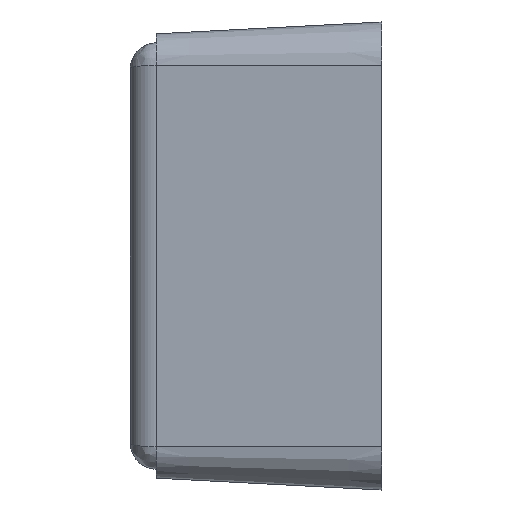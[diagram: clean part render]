
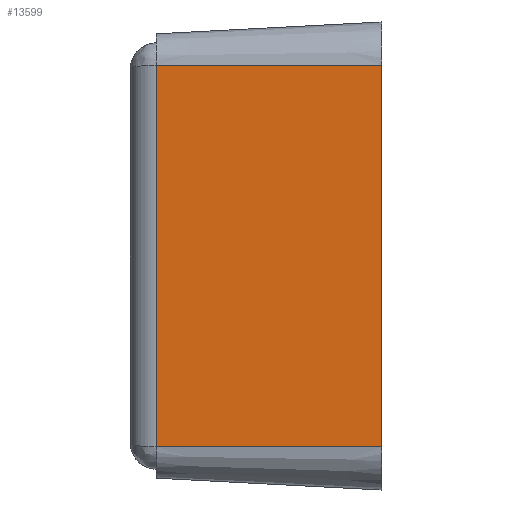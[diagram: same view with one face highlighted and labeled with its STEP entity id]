
A CAD part, left-side view. The second image highlights one B-rep face of the part: STEP entity #13599.
In plain terms, the highlighted planar face has unit normal (-0.999, 0.052, 0).
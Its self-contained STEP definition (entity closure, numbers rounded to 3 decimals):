
#10743 = PLANE('',#10744);
#10744 = AXIS2_PLACEMENT_3D('',#10745,#10746,#10747);
#10745 = CARTESIAN_POINT('',(37.,0.,22.));
#10746 = DIRECTION('',(0.,1.,0.));
#10747 = DIRECTION('',(0.,0.,1.));
#11861 = PLANE('',#11862);
#11862 = AXIS2_PLACEMENT_3D('',#11863,#11864,#11865);
#11863 = CARTESIAN_POINT('',(37.,26.,22.));
#11864 = DIRECTION('',(0.,1.,0.));
#11865 = DIRECTION('',(0.,0.,1.));
#13071 = VERTEX_POINT('',#13072);
#13072 = CARTESIAN_POINT('',(-40.637,26.,-22.));
#13087 = CONICAL_SURFACE('',#13088,5.,0.052);
#13088 = AXIS2_PLACEMENT_3D('',#13089,#13090,#13091);
#13089 = CARTESIAN_POINT('',(-37.,0.,-22.));
#13090 = DIRECTION('',(0.,-1.,0.));
#13091 = DIRECTION('',(0.,0.,1.));
#13121 = EDGE_CURVE('',#13071,#13122,#13124,.T.);
#13122 = VERTEX_POINT('',#13123);
#13123 = CARTESIAN_POINT('',(-40.637,26.,22.));
#13124 = SURFACE_CURVE('',#13125,(#13129,#13136),.PCURVE_S1.);
#13125 = LINE('',#13126,#13127);
#13126 = CARTESIAN_POINT('',(-40.637,26.,22.));
#13127 = VECTOR('',#13128,1.);
#13128 = DIRECTION('',(0.,0.,1.));
#13129 = PCURVE('',#11861,#13130);
#13130 = DEFINITIONAL_REPRESENTATION('',(#13131),#13135);
#13131 = LINE('',#13132,#13133);
#13132 = CARTESIAN_POINT('',(0.,-77.637));
#13133 = VECTOR('',#13134,1.);
#13134 = DIRECTION('',(1.,0.));
#13135 = ( GEOMETRIC_REPRESENTATION_CONTEXT(2) 
PARAMETRIC_REPRESENTATION_CONTEXT() REPRESENTATION_CONTEXT('2D SPACE',''
  ) );
#13136 = PCURVE('',#13137,#13142);
#13137 = PLANE('',#13138);
#13138 = AXIS2_PLACEMENT_3D('',#13139,#13140,#13141);
#13139 = CARTESIAN_POINT('',(-42.,0.,22.));
#13140 = DIRECTION('',(-0.999,0.052,0.));
#13141 = DIRECTION('',(-0.052,-0.999,0.));
#13142 = DEFINITIONAL_REPRESENTATION('',(#13143),#13147);
#13143 = LINE('',#13144,#13145);
#13144 = CARTESIAN_POINT('',(-26.036,0.));
#13145 = VECTOR('',#13146,1.);
#13146 = DIRECTION('',(0.,1.));
#13147 = ( GEOMETRIC_REPRESENTATION_CONTEXT(2) 
PARAMETRIC_REPRESENTATION_CONTEXT() REPRESENTATION_CONTEXT('2D SPACE',''
  ) );
#13166 = CONICAL_SURFACE('',#13167,5.,0.052);
#13167 = AXIS2_PLACEMENT_3D('',#13168,#13169,#13170);
#13168 = CARTESIAN_POINT('',(-37.,0.,22.));
#13169 = DIRECTION('',(0.,-1.,0.));
#13170 = DIRECTION('',(0.,0.,-1.));
#13512 = VERTEX_POINT('',#13513);
#13513 = CARTESIAN_POINT('',(-42.,0.,-22.));
#13557 = EDGE_CURVE('',#13071,#13512,#13558,.T.);
#13558 = SURFACE_CURVE('',#13559,(#13563,#13592),.PCURVE_S1.);
#13559 = LINE('',#13560,#13561);
#13560 = CARTESIAN_POINT('',(-42.,0.,-22.));
#13561 = VECTOR('',#13562,1.);
#13562 = DIRECTION('',(-0.052,-0.999,0.));
#13563 = PCURVE('',#13087,#13564);
#13564 = DEFINITIONAL_REPRESENTATION('',(#13565),#13591);
#13565 = B_SPLINE_CURVE_WITH_KNOTS('',3,(#13566,#13567,#13568,#13569,
    #13570,#13571,#13572,#13573,#13574,#13575,#13576,#13577,#13578,
    #13579,#13580,#13581,#13582,#13583,#13584,#13585,#13586,#13587,
    #13588,#13589,#13590),.UNSPECIFIED.,.F.,.F.,(4,1,1,1,1,1,1,1,1,1,1,1
    ,1,1,1,1,1,1,1,1,1,1,4),(-26.036,-24.852,
    -23.669,-22.485,-21.302,-20.118,
    -18.935,-17.752,-16.568,-15.385,
    -14.201,-13.018,-11.834,-10.651,
    -9.468,-8.284,-7.101,-5.917,
    -4.734,-3.55,-2.367,-1.183,
    0.),.QUASI_UNIFORM_KNOTS.);
#13566 = CARTESIAN_POINT('',(1.571,-26.));
#13567 = CARTESIAN_POINT('',(1.571,-25.606));
#13568 = CARTESIAN_POINT('',(1.571,-24.818));
#13569 = CARTESIAN_POINT('',(1.571,-23.636));
#13570 = CARTESIAN_POINT('',(1.571,-22.455));
#13571 = CARTESIAN_POINT('',(1.571,-21.273));
#13572 = CARTESIAN_POINT('',(1.571,-20.091));
#13573 = CARTESIAN_POINT('',(1.571,-18.909));
#13574 = CARTESIAN_POINT('',(1.571,-17.727));
#13575 = CARTESIAN_POINT('',(1.571,-16.545));
#13576 = CARTESIAN_POINT('',(1.571,-15.364));
#13577 = CARTESIAN_POINT('',(1.571,-14.182));
#13578 = CARTESIAN_POINT('',(1.571,-13.));
#13579 = CARTESIAN_POINT('',(1.571,-11.818));
#13580 = CARTESIAN_POINT('',(1.571,-10.636));
#13581 = CARTESIAN_POINT('',(1.571,-9.455));
#13582 = CARTESIAN_POINT('',(1.571,-8.273));
#13583 = CARTESIAN_POINT('',(1.571,-7.091));
#13584 = CARTESIAN_POINT('',(1.571,-5.909));
#13585 = CARTESIAN_POINT('',(1.571,-4.727));
#13586 = CARTESIAN_POINT('',(1.571,-3.545));
#13587 = CARTESIAN_POINT('',(1.571,-2.364));
#13588 = CARTESIAN_POINT('',(1.571,-1.182));
#13589 = CARTESIAN_POINT('',(1.571,-0.394));
#13590 = CARTESIAN_POINT('',(1.571,0.));
#13591 = ( GEOMETRIC_REPRESENTATION_CONTEXT(2) 
PARAMETRIC_REPRESENTATION_CONTEXT() REPRESENTATION_CONTEXT('2D SPACE',''
  ) );
#13592 = PCURVE('',#13137,#13593);
#13593 = DEFINITIONAL_REPRESENTATION('',(#13594),#13598);
#13594 = LINE('',#13595,#13596);
#13595 = CARTESIAN_POINT('',(0.,-44.));
#13596 = VECTOR('',#13597,1.);
#13597 = DIRECTION('',(1.,0.));
#13598 = ( GEOMETRIC_REPRESENTATION_CONTEXT(2) 
PARAMETRIC_REPRESENTATION_CONTEXT() REPRESENTATION_CONTEXT('2D SPACE',''
  ) );
#13599 = ADVANCED_FACE('',(#13600),#13137,.T.);
#13600 = FACE_BOUND('',#13601,.T.);
#13601 = EDGE_LOOP('',(#13602,#13603,#13604,#13627));
#13602 = ORIENTED_EDGE('',*,*,#13121,.F.);
#13603 = ORIENTED_EDGE('',*,*,#13557,.T.);
#13604 = ORIENTED_EDGE('',*,*,#13605,.T.);
#13605 = EDGE_CURVE('',#13512,#13606,#13608,.T.);
#13606 = VERTEX_POINT('',#13607);
#13607 = CARTESIAN_POINT('',(-42.,0.,22.));
#13608 = SURFACE_CURVE('',#13609,(#13613,#13620),.PCURVE_S1.);
#13609 = LINE('',#13610,#13611);
#13610 = CARTESIAN_POINT('',(-42.,0.,22.));
#13611 = VECTOR('',#13612,1.);
#13612 = DIRECTION('',(0.,0.,1.));
#13613 = PCURVE('',#13137,#13614);
#13614 = DEFINITIONAL_REPRESENTATION('',(#13615),#13619);
#13615 = LINE('',#13616,#13617);
#13616 = CARTESIAN_POINT('',(0.,0.));
#13617 = VECTOR('',#13618,1.);
#13618 = DIRECTION('',(0.,1.));
#13619 = ( GEOMETRIC_REPRESENTATION_CONTEXT(2) 
PARAMETRIC_REPRESENTATION_CONTEXT() REPRESENTATION_CONTEXT('2D SPACE',''
  ) );
#13620 = PCURVE('',#10743,#13621);
#13621 = DEFINITIONAL_REPRESENTATION('',(#13622),#13626);
#13622 = LINE('',#13623,#13624);
#13623 = CARTESIAN_POINT('',(0.,-79.));
#13624 = VECTOR('',#13625,1.);
#13625 = DIRECTION('',(1.,0.));
#13626 = ( GEOMETRIC_REPRESENTATION_CONTEXT(2) 
PARAMETRIC_REPRESENTATION_CONTEXT() REPRESENTATION_CONTEXT('2D SPACE',''
  ) );
#13627 = ORIENTED_EDGE('',*,*,#13628,.F.);
#13628 = EDGE_CURVE('',#13122,#13606,#13629,.T.);
#13629 = SURFACE_CURVE('',#13630,(#13634,#13641),.PCURVE_S1.);
#13630 = LINE('',#13631,#13632);
#13631 = CARTESIAN_POINT('',(-42.,0.,22.));
#13632 = VECTOR('',#13633,1.);
#13633 = DIRECTION('',(-0.052,-0.999,0.));
#13634 = PCURVE('',#13137,#13635);
#13635 = DEFINITIONAL_REPRESENTATION('',(#13636),#13640);
#13636 = LINE('',#13637,#13638);
#13637 = CARTESIAN_POINT('',(0.,0.));
#13638 = VECTOR('',#13639,1.);
#13639 = DIRECTION('',(1.,0.));
#13640 = ( GEOMETRIC_REPRESENTATION_CONTEXT(2) 
PARAMETRIC_REPRESENTATION_CONTEXT() REPRESENTATION_CONTEXT('2D SPACE',''
  ) );
#13641 = PCURVE('',#13166,#13642);
#13642 = DEFINITIONAL_REPRESENTATION('',(#13643),#13669);
#13643 = B_SPLINE_CURVE_WITH_KNOTS('',3,(#13644,#13645,#13646,#13647,
    #13648,#13649,#13650,#13651,#13652,#13653,#13654,#13655,#13656,
    #13657,#13658,#13659,#13660,#13661,#13662,#13663,#13664,#13665,
    #13666,#13667,#13668),.UNSPECIFIED.,.F.,.F.,(4,1,1,1,1,1,1,1,1,1,1,1
    ,1,1,1,1,1,1,1,1,1,1,4),(-26.036,-24.852,
    -23.669,-22.485,-21.302,-20.118,
    -18.935,-17.752,-16.568,-15.385,
    -14.201,-13.018,-11.834,-10.651,
    -9.468,-8.284,-7.101,-5.917,
    -4.734,-3.55,-2.367,-1.183,
    0.),.QUASI_UNIFORM_KNOTS.);
#13644 = CARTESIAN_POINT('',(4.712,-26.));
#13645 = CARTESIAN_POINT('',(4.712,-25.606));
#13646 = CARTESIAN_POINT('',(4.712,-24.818));
#13647 = CARTESIAN_POINT('',(4.712,-23.636));
#13648 = CARTESIAN_POINT('',(4.712,-22.455));
#13649 = CARTESIAN_POINT('',(4.712,-21.273));
#13650 = CARTESIAN_POINT('',(4.712,-20.091));
#13651 = CARTESIAN_POINT('',(4.712,-18.909));
#13652 = CARTESIAN_POINT('',(4.712,-17.727));
#13653 = CARTESIAN_POINT('',(4.712,-16.545));
#13654 = CARTESIAN_POINT('',(4.712,-15.364));
#13655 = CARTESIAN_POINT('',(4.712,-14.182));
#13656 = CARTESIAN_POINT('',(4.712,-13.));
#13657 = CARTESIAN_POINT('',(4.712,-11.818));
#13658 = CARTESIAN_POINT('',(4.712,-10.636));
#13659 = CARTESIAN_POINT('',(4.712,-9.455));
#13660 = CARTESIAN_POINT('',(4.712,-8.273));
#13661 = CARTESIAN_POINT('',(4.712,-7.091));
#13662 = CARTESIAN_POINT('',(4.712,-5.909));
#13663 = CARTESIAN_POINT('',(4.712,-4.727));
#13664 = CARTESIAN_POINT('',(4.712,-3.545));
#13665 = CARTESIAN_POINT('',(4.712,-2.364));
#13666 = CARTESIAN_POINT('',(4.712,-1.182));
#13667 = CARTESIAN_POINT('',(4.712,-0.394));
#13668 = CARTESIAN_POINT('',(4.712,0.));
#13669 = ( GEOMETRIC_REPRESENTATION_CONTEXT(2) 
PARAMETRIC_REPRESENTATION_CONTEXT() REPRESENTATION_CONTEXT('2D SPACE',''
  ) );
